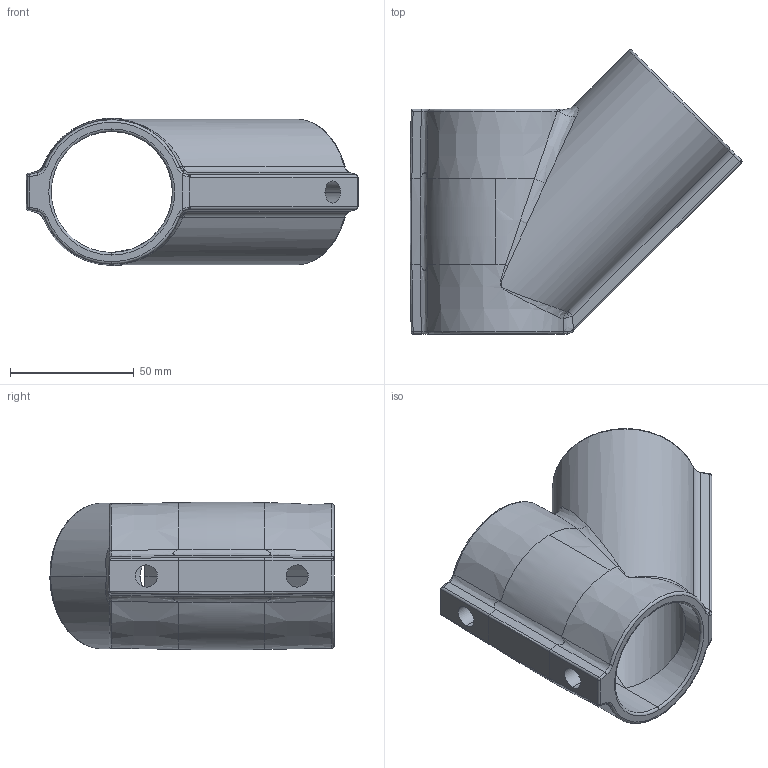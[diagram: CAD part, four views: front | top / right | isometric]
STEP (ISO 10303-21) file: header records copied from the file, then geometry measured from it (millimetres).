
FILE_DESCRIPTION (( 'STEP AP203' ), '1' );
FILE_NAME ('T194006.STEP', '2018-07-04T16:15:46', ( '' ), ( '' ), 'SwSTEP 2.0', 'SolidWorks 2016', '' );
FILE_SCHEMA (( 'CONFIG_CONTROL_DESIGN' ));
Length unit declared in the file: millimetre
Products named in the file (1): T194006
Bounding box: 134.34 x 115.09 x 59.67 mm (x, y, z)
Volume: 141665.8 mm3; surface area: 54604.6 mm2
Topology: 1 solids, 1 shells, 112 faces, 268 edges, 149 vertices
Faces by surface type: bspline 36, cylinder 32, torus 20, plane 12, cone 6, sphere 6
Entity records: 5304 total; most frequent: CARTESIAN_POINT 2942, ORIENTED_EDGE 520, DIRECTION 435, EDGE_CURVE 260, AXIS2_PLACEMENT_3D 190, VERTEX_POINT 149, EDGE_LOOP 121, CIRCLE 113
